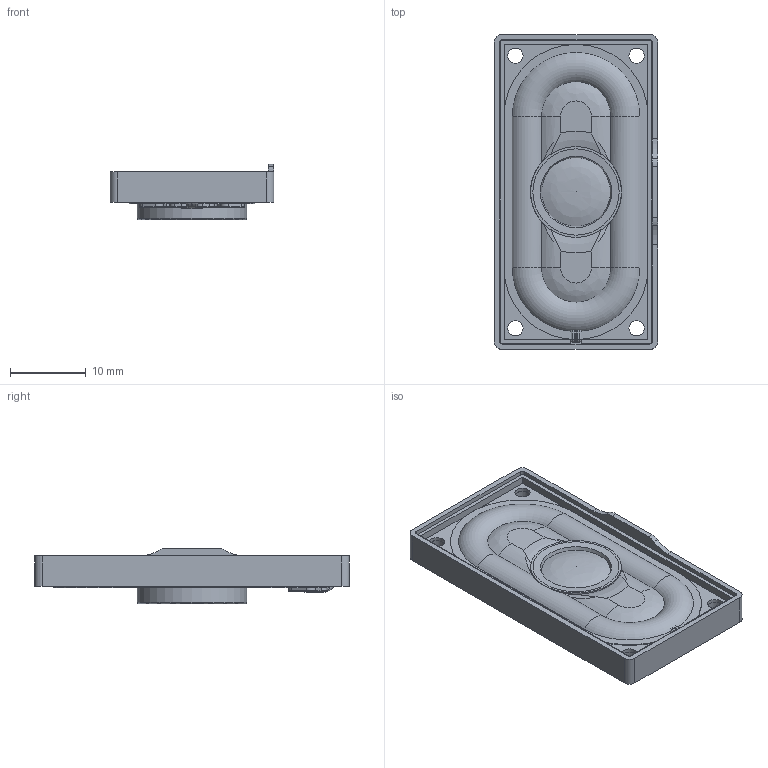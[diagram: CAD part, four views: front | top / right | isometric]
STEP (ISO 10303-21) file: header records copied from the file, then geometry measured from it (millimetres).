
FILE_DESCRIPTION( ( '' ), ' ' );
FILE_NAME( '5ad8a4a8268d470fa5d6cbd8.step', '2018-04-19T14:16:10', ( '' ), ( '' ), ' ', ' ', ' ' );
FILE_SCHEMA( ( 'AUTOMOTIVE_DESIGN { 1 0 10303 214 1 1 1 1 }' ) );
Length unit declared in the file: metre
Products named in the file (20): ABS-224-RC <1>; basis; covering; cuprextit; pad 1; pad 2; Part 6; Part 7; Part 8; Part 9; Part 10; Part 11; Part 12; Part 13; Part 14; Part 15; wire; Part 1; Assem1
Assembly tree (19 placements, depth 3):
  Assem1
    Part 1
    ABS-224-RC <1>
      basis
      covering
      cuprextit
      pad 1
      pad 2
      Part 6
      Part 7
      Part 8
      Part 9
      Part 10
      Part 11
      Part 12
      Part 13
      Part 14
      Part 15
      wire
      Part 1
Bounding box: 21.6 x 41.6 x 7.3 mm (x, y, z)
Volume: 3158.3 mm3; surface area: 6175.3 mm2
Topology: 18 solids, 18 shells, 600 faces, 1602 edges, 1046 vertices
Faces by surface type: plane 274, extrusion 172, cylinder 109, bspline 28, torus 13, cone 3, revolution 1
Full cylindrical faces by diameter (mm): 2 x4, 2.3 x4, 10 x1, 12 x1, 14.5 x1, 14.9 x1
Entity records: 23415 total; most frequent: CARTESIAN_POINT 5824, ORIENTED_EDGE 3146, DIRECTION 2437, EDGE_CURVE 1573, VECTOR 1082, VERTEX_POINT 1039, LINE 910, AXIS2_PLACEMENT_3D 677
